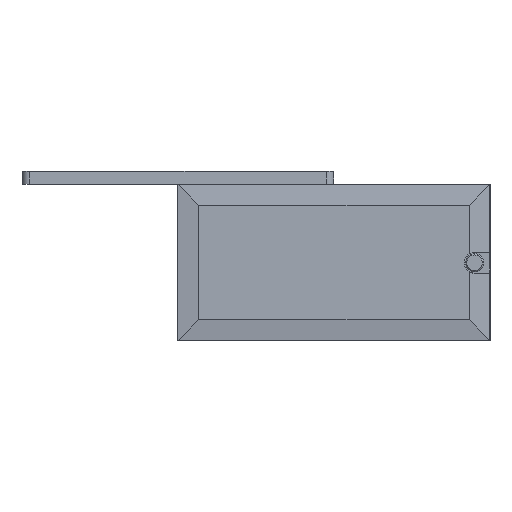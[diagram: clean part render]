
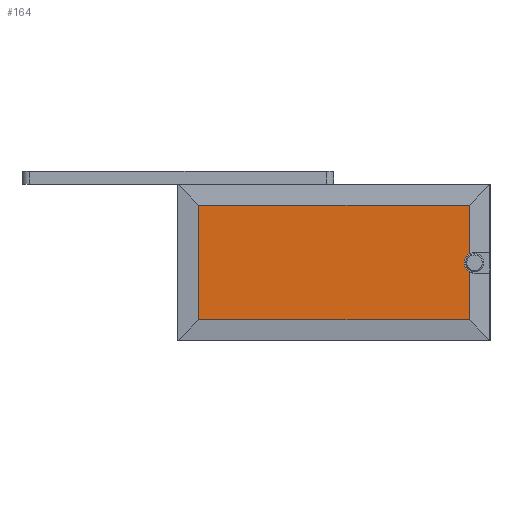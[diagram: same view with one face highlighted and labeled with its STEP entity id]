
A CAD part, left-side view. The second image highlights one B-rep face of the part: STEP entity #164.
In plain terms, the highlighted planar face has unit normal (-1, 0, 0).
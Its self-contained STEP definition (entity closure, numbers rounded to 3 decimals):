
#15 = VERTEX_POINT ( 'NONE', #3150 ) ;
#22 = DIRECTION ( 'NONE',  ( -1., 0., 0. ) ) ;
#29 = CARTESIAN_POINT ( 'NONE',  ( 100., -30., -52. ) ) ;
#141 = EDGE_CURVE ( 'NONE', #760, #15, #1290, .T. ) ;
#160 = ORIENTED_EDGE ( 'NONE', *, *, #2927, .F. ) ;
#164 = ADVANCED_FACE ( 'NONE', ( #3086 ), #2390, .T. ) ;
#253 = LINE ( 'NONE', #29, #1271 ) ;
#333 = VERTEX_POINT ( 'NONE', #2713 ) ;
#370 = LINE ( 'NONE', #3348, #2424 ) ;
#374 = CARTESIAN_POINT ( 'NONE',  ( 100., -52., -15. ) ) ;
#396 = ORIENTED_EDGE ( 'NONE', *, *, #865, .F. ) ;
#504 = CARTESIAN_POINT ( 'NONE',  ( 100., 0., -30. ) ) ;
#609 = VECTOR ( 'NONE', #2926, 1000. ) ;
#634 = ORIENTED_EDGE ( 'NONE', *, *, #3214, .F. ) ;
#760 = VERTEX_POINT ( 'NONE', #2729 ) ;
#852 = DIRECTION ( 'NONE',  ( 0., 1., 0. ) ) ;
#855 = VERTEX_POINT ( 'NONE', #2241 ) ;
#865 = EDGE_CURVE ( 'NONE', #2236, #3182, #3396, .T. ) ;
#896 = DIRECTION ( 'NONE',  ( 0., 0., -1. ) ) ;
#928 = CIRCLE ( 'NONE', #3123, 4. ) ;
#1271 = VECTOR ( 'NONE', #852, 1000. ) ;
#1290 = LINE ( 'NONE', #1359, #2221 ) ;
#1327 = CARTESIAN_POINT ( 'NONE',  ( 100., -52., -52. ) ) ;
#1359 = CARTESIAN_POINT ( 'NONE',  ( 100., 52., -45. ) ) ;
#1721 = ORIENTED_EDGE ( 'NONE', *, *, #2581, .F. ) ;
#1796 = DIRECTION ( 'NONE',  ( 0., 0., 1. ) ) ;
#1888 = DIRECTION ( 'NONE',  ( 0., 0., 1. ) ) ;
#1951 = ORIENTED_EDGE ( 'NONE', *, *, #2746, .T. ) ;
#1990 = AXIS2_PLACEMENT_3D ( 'NONE', #504, #22, #2961 ) ;
#2015 = DIRECTION ( 'NONE',  ( 0., 0., -1. ) ) ;
#2053 = CARTESIAN_POINT ( 'NONE',  ( 100., -54.1, -30.1 ) ) ;
#2221 = VECTOR ( 'NONE', #1888, 1000. ) ;
#2236 = VERTEX_POINT ( 'NONE', #2884 ) ;
#2241 = CARTESIAN_POINT ( 'NONE',  ( 100., -52., -8. ) ) ;
#2370 = ORIENTED_EDGE ( 'NONE', *, *, #141, .F. ) ;
#2390 = PLANE ( 'NONE',  #1990 ) ;
#2424 = VECTOR ( 'NONE', #2015, 1000. ) ;
#2581 = EDGE_CURVE ( 'NONE', #855, #333, #370, .T. ) ;
#2713 = CARTESIAN_POINT ( 'NONE',  ( 100., -52., -26.696 ) ) ;
#2729 = CARTESIAN_POINT ( 'NONE',  ( 100., 52., -52. ) ) ;
#2746 = EDGE_CURVE ( 'NONE', #2236, #333, #928, .T. ) ;
#2884 = CARTESIAN_POINT ( 'NONE',  ( 100., -52., -33.504 ) ) ;
#2926 = DIRECTION ( 'NONE',  ( 0., -1., 0. ) ) ;
#2927 = EDGE_CURVE ( 'NONE', #15, #855, #3444, .T. ) ;
#2961 = DIRECTION ( 'NONE',  ( 0., -1., 0. ) ) ;
#2968 = CARTESIAN_POINT ( 'NONE',  ( 100., 30., -8. ) ) ;
#3086 = FACE_OUTER_BOUND ( 'NONE', #3097, .T. ) ;
#3097 = EDGE_LOOP ( 'NONE', ( #634, #396, #1951, #1721, #160, #2370 ) ) ;
#3123 = AXIS2_PLACEMENT_3D ( 'NONE', #2053, #3415, #1796 ) ;
#3150 = CARTESIAN_POINT ( 'NONE',  ( 100., 52., -8. ) ) ;
#3182 = VERTEX_POINT ( 'NONE', #1327 ) ;
#3214 = EDGE_CURVE ( 'NONE', #3182, #760, #253, .T. ) ;
#3275 = VECTOR ( 'NONE', #896, 1000. ) ;
#3348 = CARTESIAN_POINT ( 'NONE',  ( 100., -52., -15. ) ) ;
#3396 = LINE ( 'NONE', #374, #3275 ) ;
#3415 = DIRECTION ( 'NONE',  ( 1., 0., 0. ) ) ;
#3444 = LINE ( 'NONE', #2968, #609 ) ;
